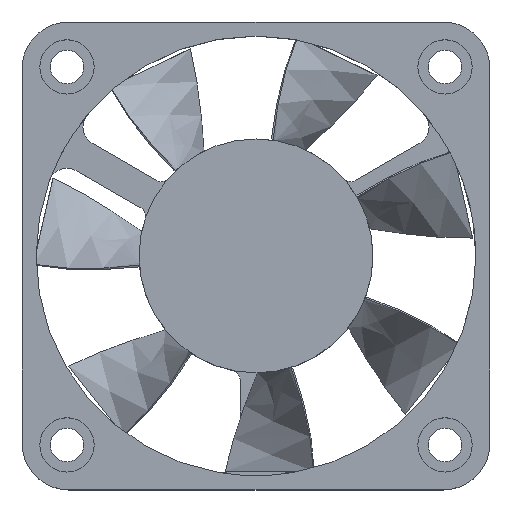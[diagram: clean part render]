
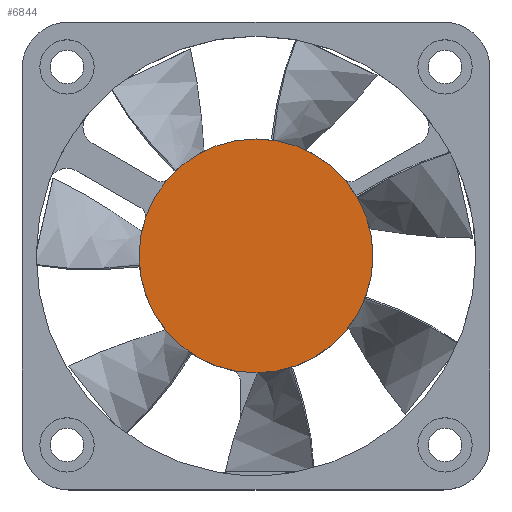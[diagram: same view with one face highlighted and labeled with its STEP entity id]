
A CAD part, top view. The second image highlights one B-rep face of the part: STEP entity #6844.
In plain terms, the highlighted planar face has unit normal (0, 0, 1).
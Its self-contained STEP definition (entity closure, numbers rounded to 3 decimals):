
#47 = CYLINDRICAL_SURFACE('',#48,12.5);
#48 = AXIS2_PLACEMENT_3D('',#49,#50,#51);
#49 = CARTESIAN_POINT('',(0.,0.,0.));
#50 = DIRECTION('',(-0.,-0.,-1.));
#51 = DIRECTION('',(1.,0.,0.));
#64 = VERTEX_POINT('',#65);
#65 = CARTESIAN_POINT('',(12.5,0.,11.));
#86 = EDGE_CURVE('',#64,#64,#87,.T.);
#87 = SURFACE_CURVE('',#88,(#93,#100),.PCURVE_S1.);
#88 = CIRCLE('',#89,12.5);
#89 = AXIS2_PLACEMENT_3D('',#90,#91,#92);
#90 = CARTESIAN_POINT('',(0.,0.,11.));
#91 = DIRECTION('',(0.,0.,1.));
#92 = DIRECTION('',(1.,0.,0.));
#93 = PCURVE('',#47,#94);
#94 = DEFINITIONAL_REPRESENTATION('',(#95),#99);
#95 = LINE('',#96,#97);
#96 = CARTESIAN_POINT('',(-0.,-11.));
#97 = VECTOR('',#98,1.);
#98 = DIRECTION('',(-1.,0.));
#99 = ( GEOMETRIC_REPRESENTATION_CONTEXT(2) 
PARAMETRIC_REPRESENTATION_CONTEXT() REPRESENTATION_CONTEXT('2D SPACE',''
  ) );
#100 = PCURVE('',#101,#106);
#101 = PLANE('',#102);
#102 = AXIS2_PLACEMENT_3D('',#103,#104,#105);
#103 = CARTESIAN_POINT('',(12.5,0.,11.));
#104 = DIRECTION('',(0.,0.,-1.));
#105 = DIRECTION('',(-1.,0.,0.));
#106 = DEFINITIONAL_REPRESENTATION('',(#107),#115);
#107 = ( BOUNDED_CURVE() B_SPLINE_CURVE(2,(#108,#109,#110,#111,#112,#113
,#114),.UNSPECIFIED.,.F.,.F.) B_SPLINE_CURVE_WITH_KNOTS((1,2,2,2,2,1),(
    -2.094,0.,2.094,4.189,6.283,
8.378),.UNSPECIFIED.) CURVE() GEOMETRIC_REPRESENTATION_ITEM() 
RATIONAL_B_SPLINE_CURVE((1.,0.5,1.,0.5,1.,0.5,1.)) REPRESENTATION_ITEM(
  '') );
#108 = CARTESIAN_POINT('',(0.,0.));
#109 = CARTESIAN_POINT('',(0.,21.651));
#110 = CARTESIAN_POINT('',(18.75,10.825));
#111 = CARTESIAN_POINT('',(37.5,0.));
#112 = CARTESIAN_POINT('',(18.75,-10.825));
#113 = CARTESIAN_POINT('',(0.,-21.651));
#114 = CARTESIAN_POINT('',(0.,0.));
#115 = ( GEOMETRIC_REPRESENTATION_CONTEXT(2) 
PARAMETRIC_REPRESENTATION_CONTEXT() REPRESENTATION_CONTEXT('2D SPACE',''
  ) );
#6844 = ADVANCED_FACE('',(#6845),#101,.F.);
#6845 = FACE_BOUND('',#6846,.T.);
#6846 = EDGE_LOOP('',(#6847));
#6847 = ORIENTED_EDGE('',*,*,#86,.T.);
